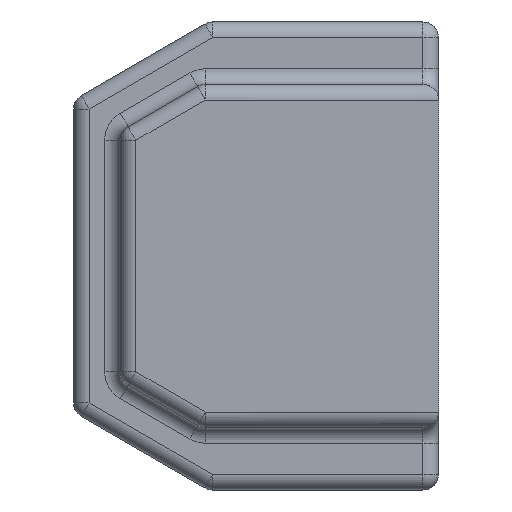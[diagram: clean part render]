
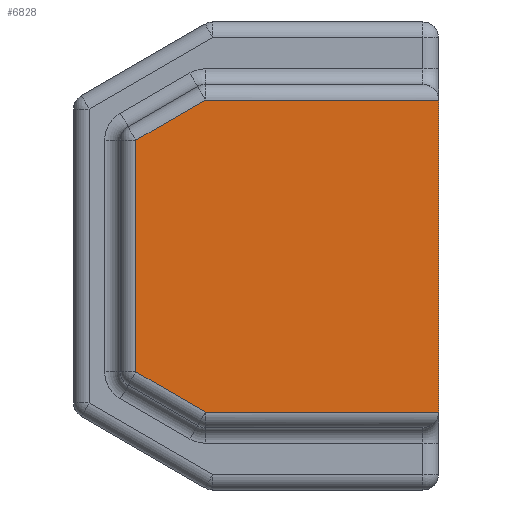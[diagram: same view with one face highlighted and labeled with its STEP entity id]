
A CAD part, left-side view. The second image highlights one B-rep face of the part: STEP entity #6828.
In plain terms, the highlighted planar face has unit normal (-1, 0, 0).
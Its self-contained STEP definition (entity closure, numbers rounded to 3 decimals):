
#2208=DIRECTION('',(0.,1.,0.));
#2209=VECTOR('',#2208,37.937);
#2210=CARTESIAN_POINT('',(-58.42,-29.718,-25.4));
#2211=LINE('',#2210,#2209);
#2266=DIRECTION('',(0.,0.,1.));
#2267=VECTOR('',#2266,37.707);
#2268=CARTESIAN_POINT('',(-58.42,19.558,-18.854));
#2269=LINE('',#2268,#2267);
#2339=DIRECTION('',(0.,-1.,0.));
#2340=VECTOR('',#2339,37.937);
#2341=CARTESIAN_POINT('',(-58.42,8.219,25.4));
#2342=LINE('',#2341,#2340);
#2427=DIRECTION('',(0.,0.,1.));
#2428=VECTOR('',#2427,50.8);
#2429=CARTESIAN_POINT('',(-58.42,-29.718,-25.4));
#2430=LINE('',#2429,#2428);
#2431=DIRECTION('',(0.,-0.866,-0.5));
#2432=VECTOR('',#2431,13.093);
#2433=CARTESIAN_POINT('',(-58.42,19.558,-18.854));
#2434=LINE('',#2433,#2432);
#2435=DIRECTION('',(0.,0.866,-0.5));
#2436=VECTOR('',#2435,13.093);
#2437=CARTESIAN_POINT('',(-58.42,8.219,25.4));
#2438=LINE('',#2437,#2436);
#2774=CARTESIAN_POINT('',(-58.42,19.558,18.854));
#2776=VERTEX_POINT('',#2774);
#2956=CARTESIAN_POINT('',(-58.42,-29.718,25.4));
#2958=VERTEX_POINT('',#2956);
#2985=CARTESIAN_POINT('',(-58.42,8.219,25.4));
#2987=VERTEX_POINT('',#2985);
#2997=CARTESIAN_POINT('',(-58.42,-29.718,-25.4));
#2998=CARTESIAN_POINT('',(-58.42,8.219,-25.4));
#2999=VERTEX_POINT('',#2997);
#3000=VERTEX_POINT('',#2998);
#3033=CARTESIAN_POINT('',(-58.42,19.558,-18.854));
#3035=VERTEX_POINT('',#3033);
#6815=CARTESIAN_POINT('',(-58.42,57.293,0.));
#6816=DIRECTION('',(1.,0.,0.));
#6817=DIRECTION('',(0.,0.,-1.));
#6818=AXIS2_PLACEMENT_3D('',#6815,#6816,#6817);
#6819=PLANE('',#6818);
#6820=ORIENTED_EDGE('',*,*,#6727,.F.);
#6821=ORIENTED_EDGE('',*,*,#6454,.T.);
#6822=ORIENTED_EDGE('',*,*,#6482,.F.);
#6823=ORIENTED_EDGE('',*,*,#6549,.T.);
#6824=ORIENTED_EDGE('',*,*,#6603,.F.);
#6825=ORIENTED_EDGE('',*,*,#6657,.T.);
#6826=EDGE_LOOP('',(#6820,#6821,#6822,#6823,#6824,#6825));
#6827=FACE_OUTER_BOUND('',#6826,.F.);
#6828=ADVANCED_FACE('',(#6827),#6819,.F.);
#6454=EDGE_CURVE('',#2999,#3000,#2211,.T.);
#6482=EDGE_CURVE('',#3035,#3000,#2434,.T.);
#6549=EDGE_CURVE('',#3035,#2776,#2269,.T.);
#6603=EDGE_CURVE('',#2987,#2776,#2438,.T.);
#6657=EDGE_CURVE('',#2987,#2958,#2342,.T.);
#6727=EDGE_CURVE('',#2999,#2958,#2430,.T.);
